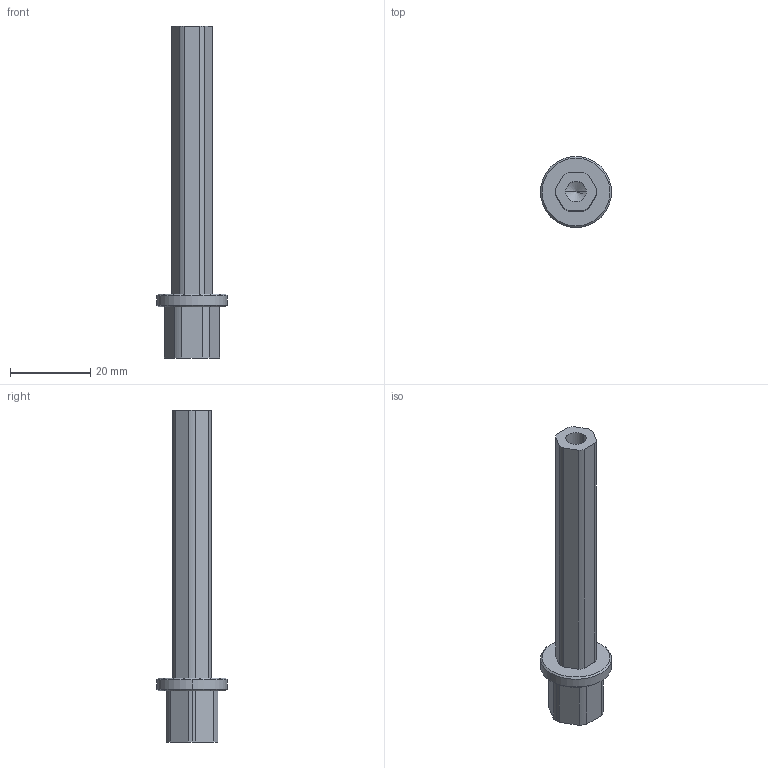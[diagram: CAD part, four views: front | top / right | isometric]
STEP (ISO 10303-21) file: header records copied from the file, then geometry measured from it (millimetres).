
FILE_DESCRIPTION (( 'STEP AP214' ), '1' );
FILE_NAME ('WCP-0829 Rev1.step', '2022-12-02T02:10:11', ( '' ), ( '' ), 'SwSTEP 2.0', 'SolidWorks 2020', '' );
FILE_SCHEMA (( 'AUTOMOTIVE_DESIGN' ));
Length unit declared in the file: inch
Products named in the file (1): WCP-0829 Rev1
Bounding box: 17.65 x 17.65 x 82.55 mm (x, y, z)
Volume: 6592 mm3; surface area: 3991.9 mm2
Topology: 1 solids, 1 shells, 44 faces, 112 edges, 70 vertices
Faces by surface type: cylinder 20, plane 16, cone 8
Entity records: 1348 total; most frequent: DIRECTION 242, CARTESIAN_POINT 223, ORIENTED_EDGE 216, EDGE_CURVE 108, AXIS2_PLACEMENT_3D 89, VERTEX_POINT 70, VECTOR 64, LINE 64
